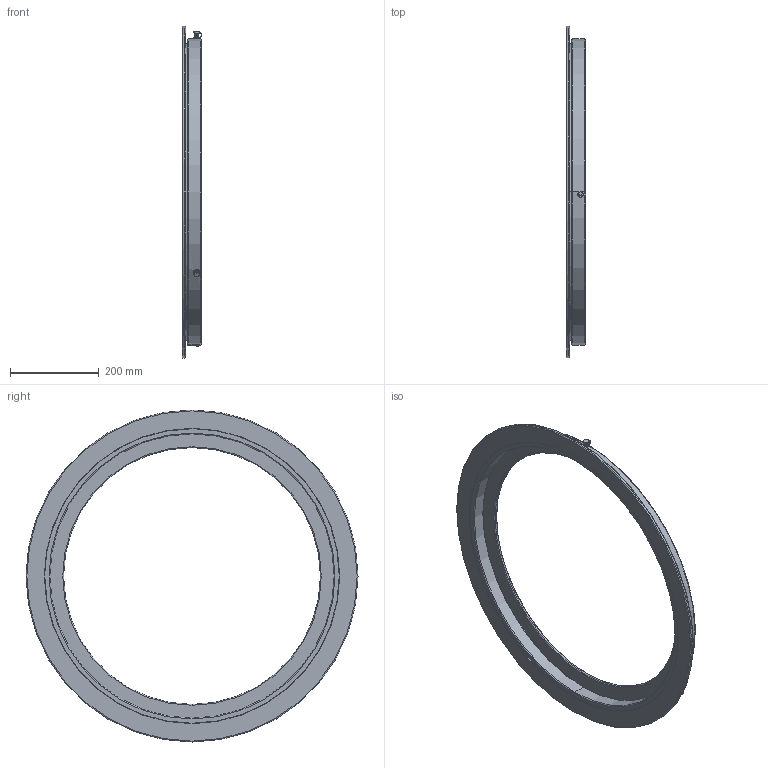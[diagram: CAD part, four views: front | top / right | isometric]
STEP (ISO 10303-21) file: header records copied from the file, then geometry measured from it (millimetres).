
FILE_DESCRIPTION (( 'STEP AP214' ), '1' );
FILE_NAME ('0014186-750L.STEP', '2016-04-12T09:11:15', ( '' ), ( '' ), 'SwSTEP 2.0', 'SolidWorks 2016', '' );
FILE_SCHEMA (( 'AUTOMOTIVE_DESIGN' ));
Length unit declared in the file: millimetre
Products named in the file (8): JS-1101-021; NT-0004300; KLK-1200-038; 000017003; KLK-1300-038; 0014186-750L; 000012003; DK-751_V10
Assembly tree (159 placements, depth 2):
  0014186-750L
    KLK-1300-038
    000017003  x148
    KLK-1200-038
    NT-0004300  x3
    JS-1101-021  x3
    DK-751_V10
    000012003  x2
Bounding box: 45.08 x 750 x 750 mm (x, y, z)
Volume: 2929726.8 mm3; surface area: 830389.5 mm2
Topology: 159 solids, 159 shells, 633 faces, 1914 edges, 1309 vertices
Faces by surface type: sphere 296, cylinder 108, plane 80, cone 78, torus 61, bspline 10
Entity records: 11644 total; most frequent: CARTESIAN_POINT 5704, DIRECTION 1250, ORIENTED_EDGE 972, AXIS2_PLACEMENT_3D 565, EDGE_CURVE 486, VERTEX_POINT 315, EDGE_LOOP 221, CIRCLE 215
